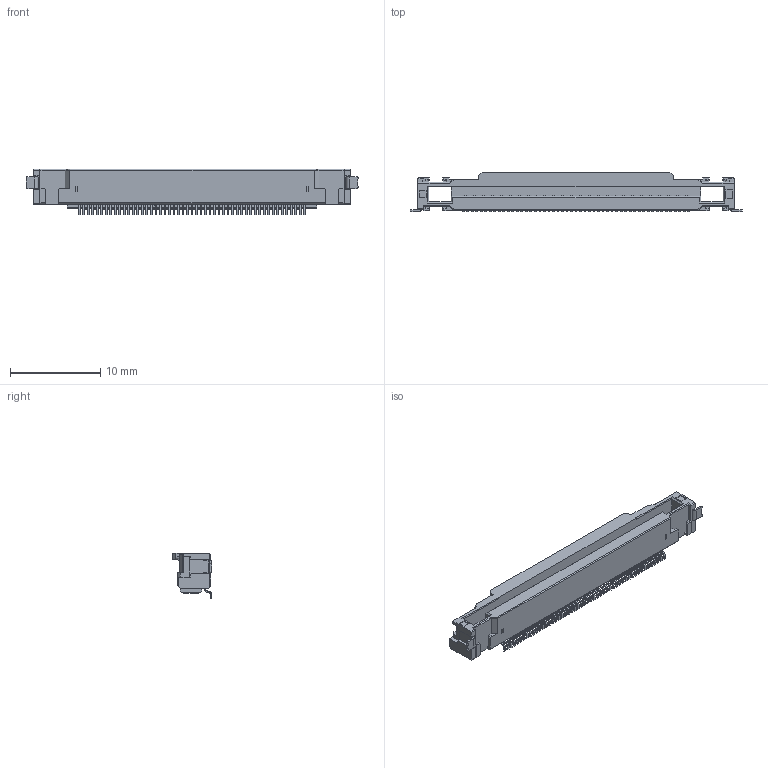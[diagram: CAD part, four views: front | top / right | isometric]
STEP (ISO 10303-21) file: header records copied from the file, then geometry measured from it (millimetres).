
FILE_DESCRIPTION (( 'STEP AP214' ), '1' );
FILE_NAME ('07-00070--A105422-001.STEP', '2020-09-21T13:18:45', ( '' ), ( '' ), 'SwSTEP 2.0', 'SolidWorks 2018', '' );
FILE_SCHEMA (( 'AUTOMOTIVE_DESIGN' ));
Length unit declared in the file: millimetre
Products named in the file (2): 07-00070--A105422-001
Bounding box: 36.8 x 4.35 x 5.05 mm (x, y, z)
Volume: 392.9 mm3; surface area: 887.7 mm2
Topology: 1 solids, 1 shells, 1739 faces, 4473 edges, 2894 vertices
Faces by surface type: plane 1352, cylinder 270, bspline 117
Entity records: 55127 total; most frequent: CARTESIAN_POINT 13130, ORIENTED_EDGE 8946, DIRECTION 8023, EDGE_CURVE 4473, LINE 3699, VECTOR 3699, VERTEX_POINT 2894, AXIS2_PLACEMENT_3D 2162
